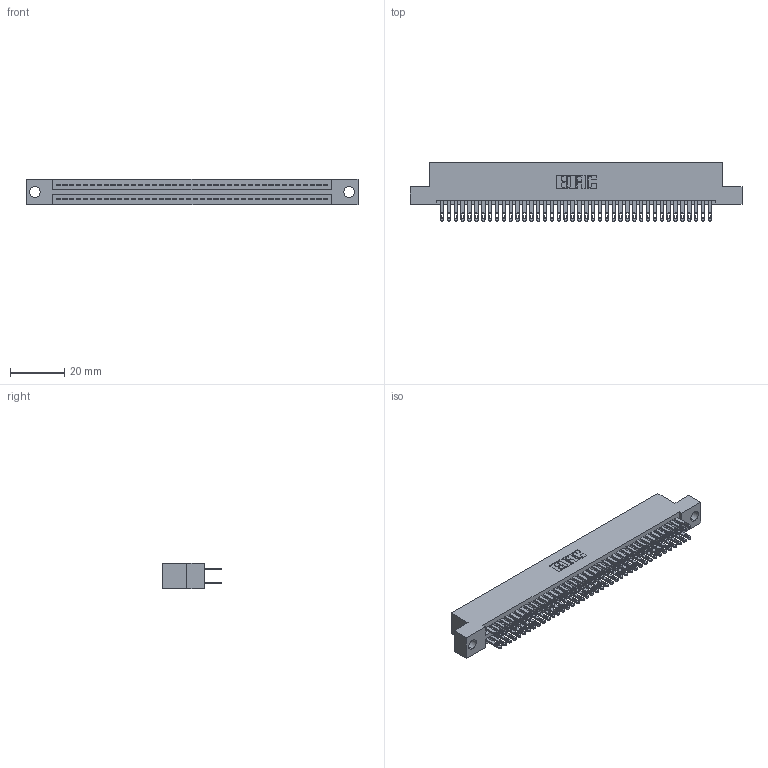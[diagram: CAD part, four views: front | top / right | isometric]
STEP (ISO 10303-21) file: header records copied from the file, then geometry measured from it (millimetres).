
FILE_DESCRIPTION (( 'STEP AP203' ), '1' );
FILE_NAME ('345-080-500-204.STEP', '2021-05-20T11:06:47', ( '' ), ( '' ), 'SwSTEP 2.0', 'SolidWorks 2020', '' );
FILE_SCHEMA (( 'CONFIG_CONTROL_DESIGN' ));
Length unit declared in the file: inch
Products named in the file (3): 345-292-001_345-293-100; 345 Part_Flush Mounting Lugs - 0.156 Dia-TI; 345-080-500-204
Assembly tree (81 placements, depth 2):
  345-080-500-204
    345 Part_Flush Mounting Lugs - 0.156 Dia-TI
    345-292-001_345-293-100  x80
Bounding box: 122.81 x 21.51 x 9.4 mm (x, y, z)
Volume: 12049.7 mm3; surface area: 18440.4 mm2
Topology: 81 solids, 81 shells, 3820 faces, 11657 edges, 7770 vertices
Faces by surface type: plane 2254, cylinder 1566
Entity records: 32003 total; most frequent: CARTESIAN_POINT 5370, ORIENTED_EDGE 5302, DIRECTION 4739, EDGE_CURVE 2651, LINE 2355, VECTOR 2355, VERTEX_POINT 1766, AXIS2_PLACEMENT_3D 1192
